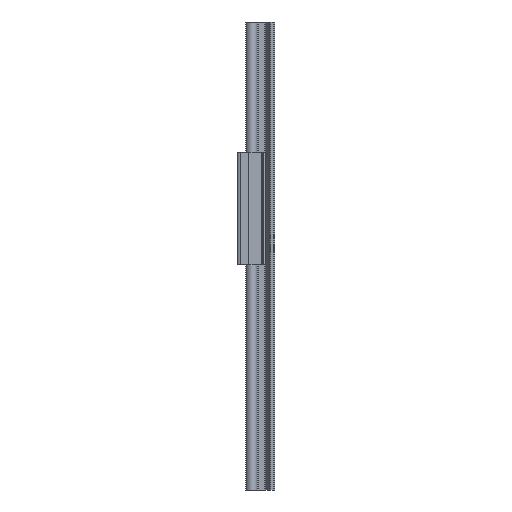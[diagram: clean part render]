
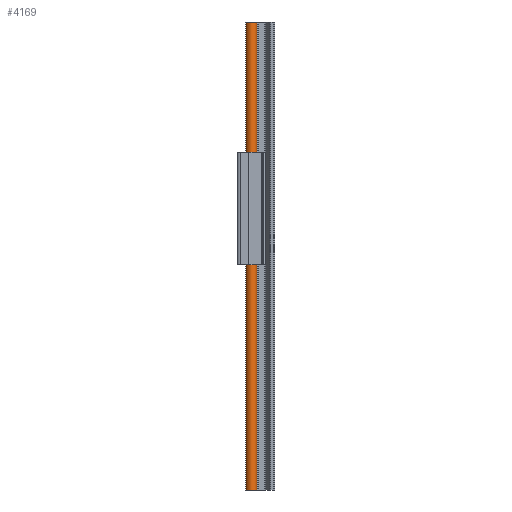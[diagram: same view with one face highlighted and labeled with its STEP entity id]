
A CAD part, left-side view. The second image highlights one B-rep face of the part: STEP entity #4169.
In plain terms, the highlighted cylindrical face has radius 1.161 mm (diameter 2.321 mm), a partial arc.
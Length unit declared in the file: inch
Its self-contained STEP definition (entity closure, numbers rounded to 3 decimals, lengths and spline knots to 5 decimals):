
#230 = DIRECTION ( 'NONE',  ( 1., 0., 0. ) ) ;
#362 = CARTESIAN_POINT ( 'NONE',  ( -0.1165, 0.15036, 0. ) ) ;
#516 = VERTEX_POINT ( 'NONE', #362 ) ;
#682 = ORIENTED_EDGE ( 'NONE', *, *, #893, .T. ) ;
#860 = DIRECTION ( 'NONE',  ( 1., 0., 0. ) ) ;
#893 = EDGE_CURVE ( 'NONE', #5432, #5374, #5624, .T. ) ;
#1089 = FACE_OUTER_BOUND ( 'NONE', #1757, .T. ) ;
#1130 = CARTESIAN_POINT ( 'NONE',  ( -0.1165, 0.24144, 0. ) ) ;
#1359 = CARTESIAN_POINT ( 'NONE',  ( -0.11281, 0.1959, 0. ) ) ;
#1537 = ORIENTED_EDGE ( 'NONE', *, *, #3856, .T. ) ;
#1606 = CARTESIAN_POINT ( 'NONE',  ( -0.1165, 0.15036, -3.93701 ) ) ;
#1711 = VERTEX_POINT ( 'NONE', #1130 ) ;
#1757 = EDGE_LOOP ( 'NONE', ( #3640, #5244, #682, #1537 ) ) ;
#2069 = CARTESIAN_POINT ( 'NONE',  ( -0.11281, 0.1959, -3.937 ) ) ;
#2157 = EDGE_CURVE ( 'NONE', #1711, #516, #4402, .T. ) ;
#2316 = AXIS2_PLACEMENT_3D ( 'NONE', #2069, #4056, #4555 ) ;
#2623 = LINE ( 'NONE', #4648, #4626 ) ;
#2704 = CARTESIAN_POINT ( 'NONE',  ( -0.11281, 0.1959, -3.93701 ) ) ;
#2898 = EDGE_CURVE ( 'NONE', #5432, #1711, #2623, .T. ) ;
#2941 = CYLINDRICAL_SURFACE ( 'NONE', #2316, 0.04569 ) ;
#3546 = DIRECTION ( 'NONE',  ( 0., 0., 1. ) ) ;
#3640 = ORIENTED_EDGE ( 'NONE', *, *, #2157, .F. ) ;
#3856 = EDGE_CURVE ( 'NONE', #5374, #516, #6425, .T. ) ;
#3866 = DIRECTION ( 'NONE',  ( 0., 0., 1. ) ) ;
#4056 = DIRECTION ( 'NONE',  ( 0., 0., 1. ) ) ;
#4064 = CARTESIAN_POINT ( 'NONE',  ( -0.1165, 0.15036, -3.937 ) ) ;
#4169 = ADVANCED_FACE ( 'NONE', ( #1089 ), #2941, .T. ) ;
#4402 = CIRCLE ( 'NONE', #5329, 0.04569 ) ;
#4555 = DIRECTION ( 'NONE',  ( 1., 0., 0. ) ) ;
#4626 = VECTOR ( 'NONE', #6157, 39.37008 ) ;
#4648 = CARTESIAN_POINT ( 'NONE',  ( -0.1165, 0.24144, -3.937 ) ) ;
#4659 = CARTESIAN_POINT ( 'NONE',  ( -0.1165, 0.24144, -3.93701 ) ) ;
#4694 = DIRECTION ( 'NONE',  ( 0., 0., 1. ) ) ;
#5244 = ORIENTED_EDGE ( 'NONE', *, *, #2898, .F. ) ;
#5304 = AXIS2_PLACEMENT_3D ( 'NONE', #2704, #4694, #230 ) ;
#5329 = AXIS2_PLACEMENT_3D ( 'NONE', #1359, #3866, #860 ) ;
#5374 = VERTEX_POINT ( 'NONE', #1606 ) ;
#5432 = VERTEX_POINT ( 'NONE', #4659 ) ;
#5624 = CIRCLE ( 'NONE', #5304, 0.04569 ) ;
#6157 = DIRECTION ( 'NONE',  ( 0., 0., 1. ) ) ;
#6366 = VECTOR ( 'NONE', #3546, 39.37008 ) ;
#6425 = LINE ( 'NONE', #4064, #6366 ) ;
